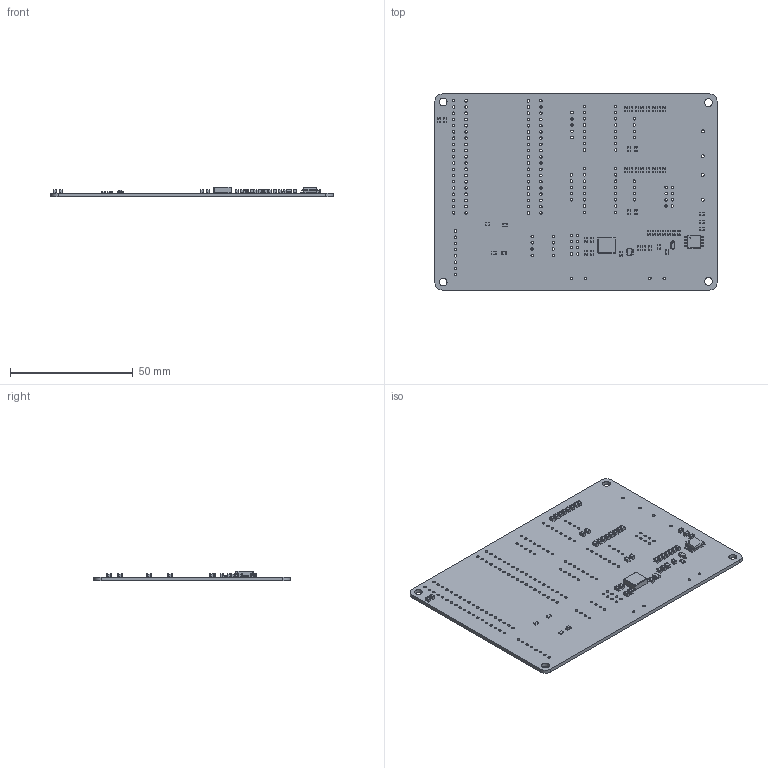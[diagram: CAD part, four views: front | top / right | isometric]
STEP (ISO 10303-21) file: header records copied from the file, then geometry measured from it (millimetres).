
FILE_DESCRIPTION(('KiCad electronic assembly'),'2;1');
FILE_NAME('stepperbalancerelektonicsv2.step','2025-10-04T14:49:36',( 'Pcbnew'),('Kicad'),'Open CASCADE STEP processor 7.9', 'KiCad to STEP converter','Unknown');
FILE_SCHEMA(('AUTOMOTIVE_DESIGN { 1 0 10303 214 1 1 1 1 }'));
Length unit declared in the file: millimetre
Products named in the file (10): stepperbalancerelektonicsv2 1; SOIC-8_5.3x5.3mm_P1.27mm; C_0805_2012Metric; R_0805_2012Metric; LED_0805_2012Metric; D_SOD-123; TSOT-23-6; L_Chilisin_BMRB00060624; stepperbalancerelektonicsv2 1.47.1; stepperbalancerelektonics_PCB
Assembly tree (52 placements, depth 3):
  stepperbalancerelektonicsv2 1
    SOIC-8_5.3x5.3mm_P1.27mm
    C_0805_2012Metric  x41
    R_0805_2012Metric  x4
    LED_0805_2012Metric
    D_SOD-123
    TSOT-23-6
    L_Chilisin_BMRB00060624
      stepperbalancerelektonicsv2 1.47.1
    stepperbalancerelektonics_PCB
Bounding box: 115 x 80 x 4 mm (x, y, z)
Volume: 13927 mm3; surface area: 20418.9 mm2
Topology: 53 solids, 53 shells, 1831 faces, 4799 edges, 3156 vertices
Faces by surface type: plane 1009, cylinder 778, bspline 40, sphere 4
Full cylindrical faces by diameter (mm): 1 x124, 1.1 x38, 1.2 x4, 3.2 x4
Entity records: 24521 total; most frequent: CARTESIAN_POINT 3681, DIRECTION 3493, ORIENTED_EDGE 3421, EDGE_CURVE 1711, AXIS2_PLACEMENT_3D 1196, VERTEX_POINT 1104, LINE 1101, VECTOR 1101
